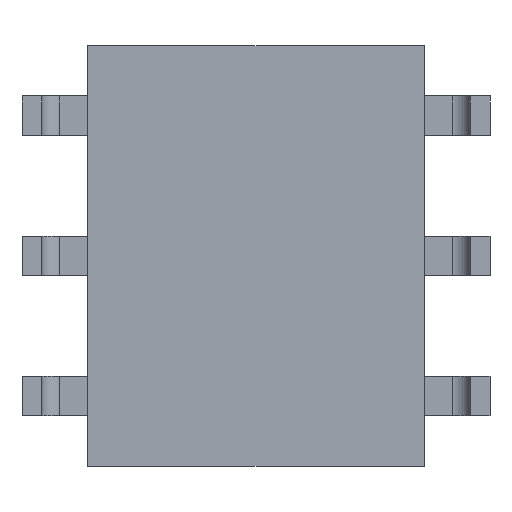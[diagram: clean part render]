
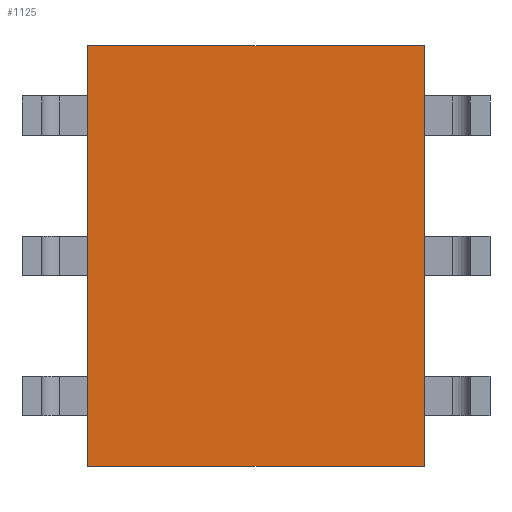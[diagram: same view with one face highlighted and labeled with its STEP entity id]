
A CAD part, front view. The second image highlights one B-rep face of the part: STEP entity #1125.
In plain terms, the highlighted planar face has unit normal (0, -1, 0).
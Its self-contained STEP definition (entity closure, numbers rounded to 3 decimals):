
#115=FACE_OUTER_BOUND('',#181,.T.);
#181=EDGE_LOOP('',(#1011,#1012,#1013,#1014));
#303=LINE('',#1831,#435);
#307=LINE('',#1839,#439);
#313=LINE('',#1850,#445);
#314=LINE('',#1852,#446);
#435=VECTOR('',#1511,10.);
#439=VECTOR('',#1517,10.);
#445=VECTOR('',#1527,10.);
#446=VECTOR('',#1530,10.);
#543=VERTEX_POINT('',#1829);
#544=VERTEX_POINT('',#1830);
#547=VERTEX_POINT('',#1838);
#550=VERTEX_POINT('',#1848);
#695=EDGE_CURVE('',#543,#544,#303,.T.);
#699=EDGE_CURVE('',#547,#544,#307,.T.);
#705=EDGE_CURVE('',#543,#550,#313,.T.);
#706=EDGE_CURVE('',#547,#550,#314,.T.);
#1011=ORIENTED_EDGE('',*,*,#705,.T.);
#1012=ORIENTED_EDGE('',*,*,#706,.F.);
#1013=ORIENTED_EDGE('',*,*,#699,.T.);
#1014=ORIENTED_EDGE('',*,*,#695,.F.);
#1065=PLANE('',#1229);
#1125=ADVANCED_FACE('',(#115),#1065,.T.);
#1229=AXIS2_PLACEMENT_3D('',#1851,#1528,#1529);
#1511=DIRECTION('',(-1.,0.,0.));
#1517=DIRECTION('',(0.,0.,-1.));
#1527=DIRECTION('',(0.,0.,1.));
#1528=DIRECTION('center_axis',(0.,-1.,0.));
#1529=DIRECTION('ref_axis',(1.,0.,0.));
#1530=DIRECTION('',(1.,0.,0.));
#1829=CARTESIAN_POINT('',(3.,-1.5,-3.75));
#1830=CARTESIAN_POINT('',(-3.,-1.5,-3.75));
#1831=CARTESIAN_POINT('',(3.,-1.5,-3.75));
#1838=CARTESIAN_POINT('',(-3.,-1.5,3.75));
#1839=CARTESIAN_POINT('',(-3.,-1.5,0.));
#1848=CARTESIAN_POINT('',(3.,-1.5,3.75));
#1850=CARTESIAN_POINT('',(3.,-1.5,0.));
#1851=CARTESIAN_POINT('Origin',(-3.,-1.5,0.));
#1852=CARTESIAN_POINT('',(3.,-1.5,3.75));
